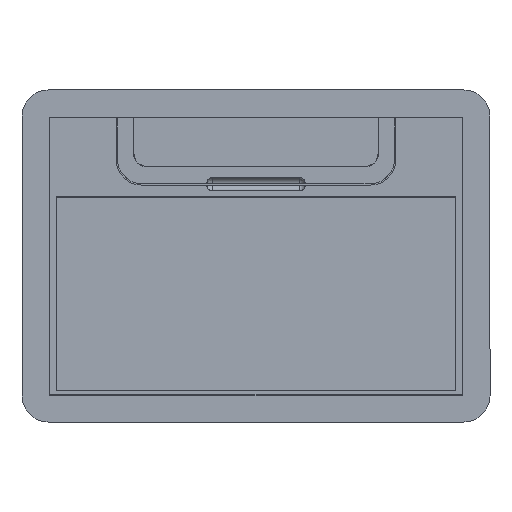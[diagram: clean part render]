
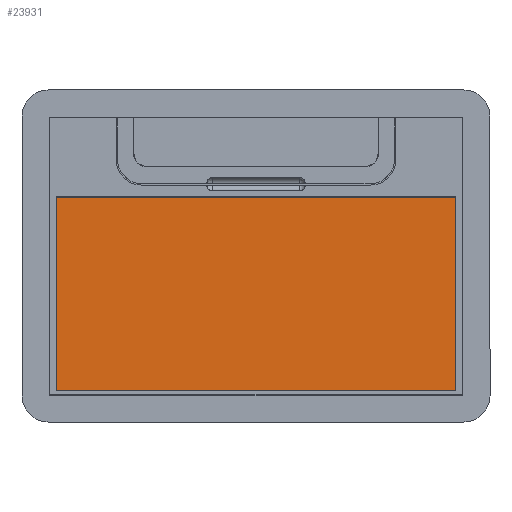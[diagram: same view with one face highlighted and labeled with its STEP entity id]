
A CAD part, top view. The second image highlights one B-rep face of the part: STEP entity #23931.
In plain terms, the highlighted planar face has unit normal (0, 0, 1).
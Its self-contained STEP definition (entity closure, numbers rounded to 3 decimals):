
#22898=CARTESIAN_POINT('Vertex',(-81.474,122.,5.1)) ;
#22901=CARTESIAN_POINT('Line Origine',(-22.77,122.,5.1)) ;
#22905=CARTESIAN_POINT('Vertex',(35.933,122.,5.1)) ;
#22961=CARTESIAN_POINT('Vertex',(35.933,-122.,5.1)) ;
#22964=CARTESIAN_POINT('Line Origine',(-22.77,-122.,5.1)) ;
#22968=CARTESIAN_POINT('Vertex',(-81.474,-122.,5.1)) ;
#22989=CARTESIAN_POINT('Line Origine',(-81.474,0.,5.1)) ;
#23915=CARTESIAN_POINT('Axis2P3D Location',(73.933,0.,5.1)) ;
#23920=CARTESIAN_POINT('Line Origine',(35.933,0.,5.1)) ;
#22902=DIRECTION('Vector Direction',(-1.,0.,0.)) ;
#22965=DIRECTION('Vector Direction',(-1.,0.,0.)) ;
#22990=DIRECTION('Vector Direction',(0.,-1.,0.)) ;
#23916=DIRECTION('Axis2P3D Direction',(0.,0.,1.)) ;
#23917=DIRECTION('Axis2P3D XDirection',(-1.,0.,0.)) ;
#23921=DIRECTION('Vector Direction',(0.,-1.,0.)) ;
#23918=AXIS2_PLACEMENT_3D('Plane Axis2P3D',#23915,#23916,#23917) ;
#23926=ORIENTED_EDGE('',*,*,#22970,.F.) ;
#23927=ORIENTED_EDGE('',*,*,#23924,.F.) ;
#23928=ORIENTED_EDGE('',*,*,#22907,.T.) ;
#23929=ORIENTED_EDGE('',*,*,#22993,.T.) ;
#22903=VECTOR('Line Direction',#22902,1.) ;
#22966=VECTOR('Line Direction',#22965,1.) ;
#22991=VECTOR('Line Direction',#22990,1.) ;
#23922=VECTOR('Line Direction',#23921,1.) ;
#23931=ADVANCED_FACE('Corps de pi\X2\00E8\X0\ce.3',(#23930),#23919,.T.) ;
#22907=EDGE_CURVE('',#22906,#22899,#22904,.T.) ;
#22970=EDGE_CURVE('',#22962,#22969,#22967,.T.) ;
#22993=EDGE_CURVE('',#22899,#22969,#22992,.T.) ;
#23924=EDGE_CURVE('',#22906,#22962,#23923,.T.) ;
#23925=EDGE_LOOP('',(#23926,#23927,#23928,#23929)) ;
#23930=FACE_OUTER_BOUND('',#23925,.T.) ;
#22904=LINE('Line',#22901,#22903) ;
#22967=LINE('Line',#22964,#22966) ;
#22992=LINE('Line',#22989,#22991) ;
#23923=LINE('Line',#23920,#23922) ;
#23919=PLANE('',#23918) ;
#22899=VERTEX_POINT('',#22898) ;
#22906=VERTEX_POINT('',#22905) ;
#22962=VERTEX_POINT('',#22961) ;
#22969=VERTEX_POINT('',#22968) ;
